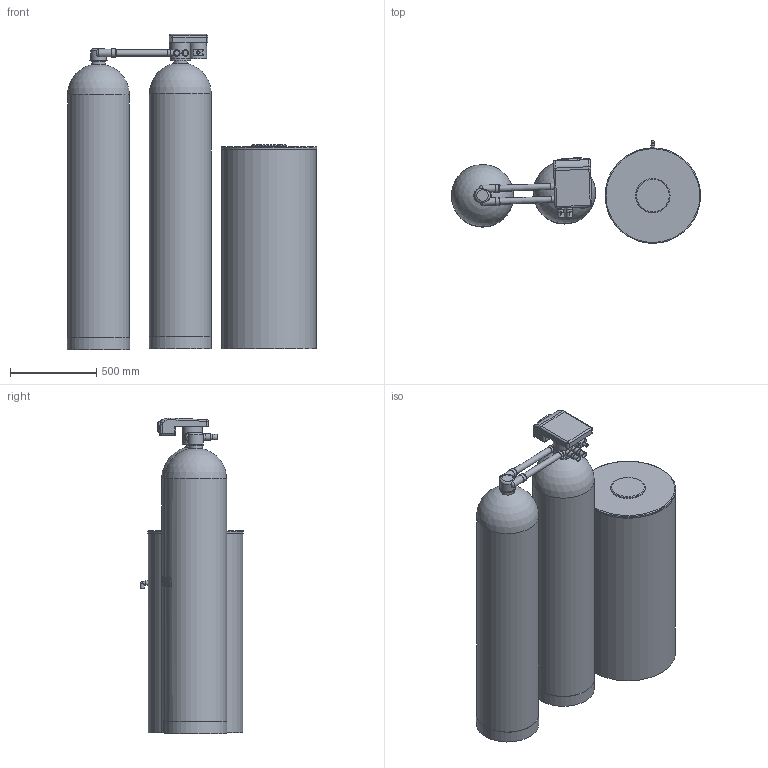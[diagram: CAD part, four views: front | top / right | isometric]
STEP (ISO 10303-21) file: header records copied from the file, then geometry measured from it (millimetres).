
FILE_DESCRIPTION(('STEP AP203'), '1');
FILE_NAME('栖闉罻 74', '2017-08-09T11:39:54', ('UNSPECIFIED'), ('UNSPECIFIED'), 'ASCON STEP Converter 1.3', 'ASCON Math Kernel', '');
FILE_SCHEMA(('CONFIG_CONTROL_DESIGN'));
Length unit declared in the file: millimetre
Assembly tree (6 placements, depth 4):
  (unnamed)
    (unnamed)
      (unnamed)
      (unnamed)
        (unnamed)
        (unnamed)
    (unnamed)
Bounding box: 1448.14 x 597.5 x 1836.18 mm (x, y, z)
Volume: 613144269.4 mm3; surface area: 6909584.8 mm2
Topology: 4 solids, 4 shells, 878 faces, 2398 edges, 1574 vertices
Faces by surface type: cylinder 630, plane 215, torus 11, bspline 9, cone 8, sphere 5
Full cylindrical faces by diameter (mm): 16 x1, 20 x3, 25 x1, 30 x2, 34 x6, 36 x2, 38 x4, 44 x2, 48 x2, 72 x1, 79.334 x2, 85 x1, 90 x1, 118 x1, 200 x1, 360 x2, 362 x2, 550 x1, 555 x1
Entity records: 51567 total; most frequent: CARTESIAN_POINT 23470, ORIENTED_EDGE 4680, DIRECTION 3770, EDGE_CURVE 2340, VERTEX_POINT 1573, AXIS2_PLACEMENT_3D 1417, EDGE_LOOP 981, LINE 936
